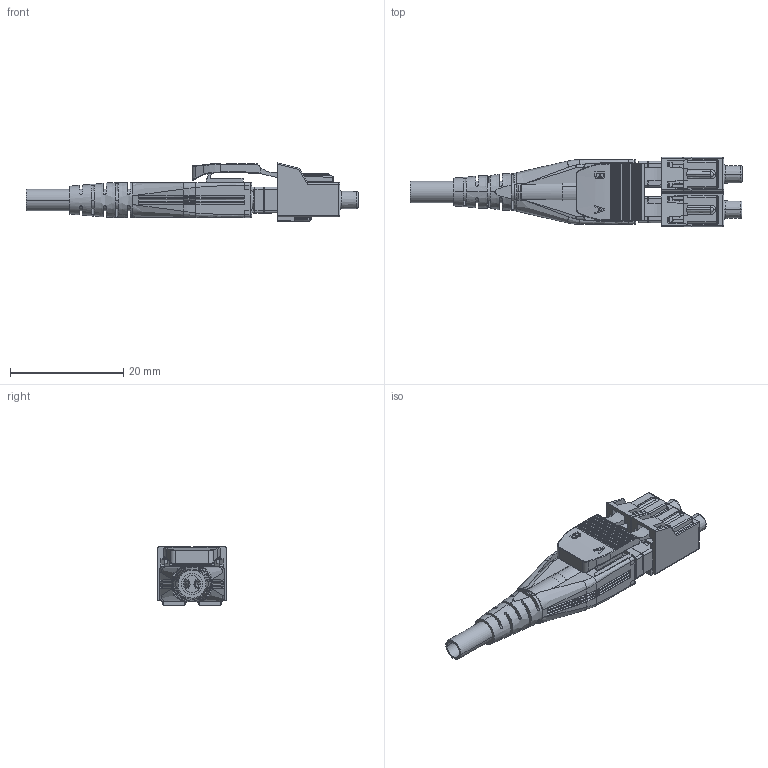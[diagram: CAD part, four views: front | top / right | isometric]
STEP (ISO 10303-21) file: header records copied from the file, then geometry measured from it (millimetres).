
FILE_DESCRIPTION (( 'STEP AP214' ), '1' );
FILE_NAME ('FOC-LCSM0220-0U0R_3D.STEP', '2021-02-25T15:38:45', ( '' ), ( '' ), 'SwSTEP 2.0', 'SolidWorks 2018', '' );
FILE_SCHEMA (( 'AUTOMOTIVE_DESIGN' ));
Length unit declared in the file: millimetre
Products named in the file (12): STC-0446-UBV4-TCS-no handle bar; FOC-LCSM0220-0U0R_3D; STC-0446-UVB3.1-Uniboot; STC-0446-UBV3.1-conn body; STC-0446-crimp; STC-0446-3.0mm sleeve; STC-0446-LC spring; STC-0446-UBV4-V3.1 CLIP; STC-0446-UBV4-LC Square Dust Cap-B; STC-0446-LC Flange--UBV3; STC-0446-LC Extender Cap for UBV4V320141124; STC-0446-lc tube
Assembly tree (17 placements, depth 2):
  FOC-LCSM0220-0U0R_3D
    STC-0446-UBV3.1-conn body  x2
    STC-0446-LC Flange--UBV3  x2
    STC-0446-lc tube  x2
    STC-0446-LC spring  x2
    STC-0446-LC Extender Cap for UBV4V320141124  x2
    STC-0446-UBV4-V3.1 CLIP
    STC-0446-UVB3.1-Uniboot
    STC-0446-3.0mm sleeve
    STC-0446-crimp
    STC-0446-UBV4-TCS-no handle bar
    STC-0446-UBV4-LC Square Dust Cap-B  x2
Bounding box: 58.59 x 12.19 x 10.25 mm (x, y, z)
Volume: 2378.4 mm3; surface area: 7322.5 mm2
Topology: 17 solids, 17 shells, 1784 faces, 4777 edges, 3031 vertices
Faces by surface type: plane 844, cylinder 629, torus 121, bspline 92, cone 74, sphere 24
Entity records: 56747 total; most frequent: CARTESIAN_POINT 20941, ORIENTED_EDGE 7676, DIRECTION 6565, EDGE_CURVE 3838, VERTEX_POINT 2456, AXIS2_PLACEMENT_3D 2225, LINE 2115, VECTOR 2115
